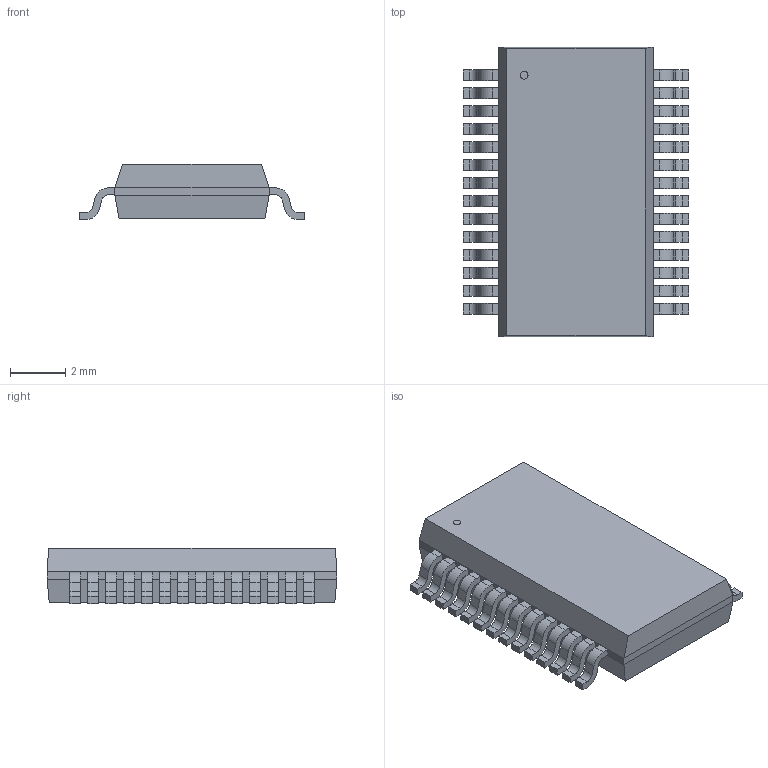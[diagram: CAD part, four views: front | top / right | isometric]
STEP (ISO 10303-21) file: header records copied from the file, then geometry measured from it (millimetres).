
FILE_DESCRIPTION(('HOOPS Exchange Step'),'2;1');
FILE_NAME('temp_export','2023-03-14T18:33:21+08:00',('30abd'),('Shapr3D Limited'),'HOOPS Exchange 2022.2','Shapr3D','Authorized');
FILE_SCHEMA( ('AUTOMOTIVE_DESIGN { 1 0 10303 214 1 1 1 1 }') );
Length unit declared in the file: millimetre
Products named in the file (2): temp_import.step; root
Assembly tree (1 placements, depth 2):
  root
    temp_import.step
Bounding box: 8.15 x 10.49 x 2.01 mm (x, y, z)
Volume: 115.4 mm3; surface area: 241.7 mm2
Topology: 30 solids, 30 shells, 409 faces, 1039 edges, 690 vertices
Faces by surface type: plane 296, cylinder 113
Full cylindrical faces by diameter (mm): 0.279 x1
Entity records: 12303 total; most frequent: CARTESIAN_POINT 2140, DIRECTION 2087, ORIENTED_EDGE 2078, EDGE_CURVE 1039, VECTOR 813, LINE 813, VERTEX_POINT 690, AXIS2_PLACEMENT_3D 637
